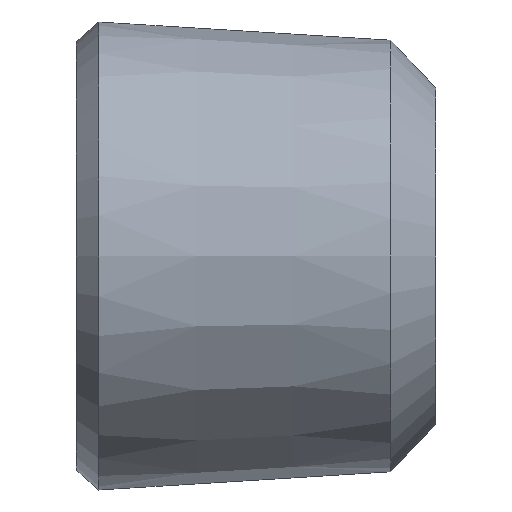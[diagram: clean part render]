
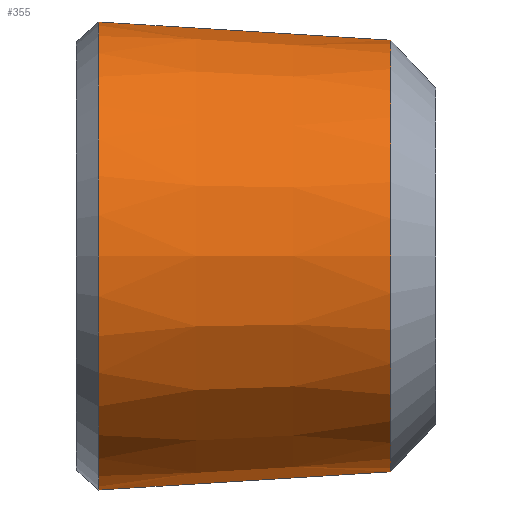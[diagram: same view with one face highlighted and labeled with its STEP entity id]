
A CAD part, front view. The second image highlights one B-rep face of the part: STEP entity #355.
In plain terms, the highlighted conical face has half-angle 3.576 degrees and reference radius 4.805 mm.
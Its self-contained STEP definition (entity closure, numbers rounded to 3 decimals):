
#4 = EDGE_CURVE ( 'NONE', #228, #62, #300, .T. ) ;
#32 = ORIENTED_EDGE ( 'NONE', *, *, #251, .T. ) ;
#56 = DIRECTION ( 'NONE',  ( 1., 0., 0. ) ) ;
#62 = VERTEX_POINT ( 'NONE', #362 ) ;
#74 = VECTOR ( 'NONE', #235, 1000. ) ;
#108 = CIRCLE ( 'NONE', #589, 4.805 ) ;
#115 = DIRECTION ( 'NONE',  ( -1., 0., 0. ) ) ;
#143 = AXIS2_PLACEMENT_3D ( 'NONE', #297, #115, #577 ) ;
#228 = VERTEX_POINT ( 'NONE', #442 ) ;
#235 = DIRECTION ( 'NONE',  ( -0.998, 0., 0.062 ) ) ;
#237 = AXIS2_PLACEMENT_3D ( 'NONE', #295, #56, #685 ) ;
#251 = EDGE_CURVE ( 'NONE', #388, #671, #108, .T. ) ;
#270 = CONICAL_SURFACE ( 'NONE', #143, 4.805, 0.062 ) ;
#273 = ORIENTED_EDGE ( 'NONE', *, *, #504, .F. ) ;
#295 = CARTESIAN_POINT ( 'NONE',  ( 265.848, 113.486, 0. ) ) ;
#297 = CARTESIAN_POINT ( 'NONE',  ( 272.351, 113.486, 0. ) ) ;
#300 = CIRCLE ( 'NONE', #237, 5.212 ) ;
#306 = DIRECTION ( 'NONE',  ( -0.998, 0., -0.062 ) ) ;
#310 = EDGE_LOOP ( 'NONE', ( #273, #32, #503, #434 ) ) ;
#355 = ADVANCED_FACE ( 'NONE', ( #411 ), #270, .T. ) ;
#362 = CARTESIAN_POINT ( 'NONE',  ( 265.848, 113.486, -5.212 ) ) ;
#388 = VERTEX_POINT ( 'NONE', #453 ) ;
#411 = FACE_OUTER_BOUND ( 'NONE', #310, .T. ) ;
#414 = EDGE_CURVE ( 'NONE', #671, #228, #583, .T. ) ;
#434 = ORIENTED_EDGE ( 'NONE', *, *, #4, .T. ) ;
#442 = CARTESIAN_POINT ( 'NONE',  ( 265.848, 113.486, 5.212 ) ) ;
#453 = CARTESIAN_POINT ( 'NONE',  ( 272.351, 113.486, -4.805 ) ) ;
#457 = CARTESIAN_POINT ( 'NONE',  ( 272.351, 113.486, 4.805 ) ) ;
#502 = DIRECTION ( 'NONE',  ( -1., 0., 0. ) ) ;
#503 = ORIENTED_EDGE ( 'NONE', *, *, #414, .T. ) ;
#504 = EDGE_CURVE ( 'NONE', #388, #62, #572, .T. ) ;
#505 = CARTESIAN_POINT ( 'NONE',  ( 272.351, 113.486, 0. ) ) ;
#510 = DIRECTION ( 'NONE',  ( 0., 0., 1. ) ) ;
#536 = CARTESIAN_POINT ( 'NONE',  ( 272.351, 113.486, -4.805 ) ) ;
#572 = LINE ( 'NONE', #536, #622 ) ;
#577 = DIRECTION ( 'NONE',  ( 0., 0., 1. ) ) ;
#583 = LINE ( 'NONE', #457, #74 ) ;
#589 = AXIS2_PLACEMENT_3D ( 'NONE', #505, #502, #510 ) ;
#604 = CARTESIAN_POINT ( 'NONE',  ( 272.351, 113.486, 4.805 ) ) ;
#622 = VECTOR ( 'NONE', #306, 1000. ) ;
#671 = VERTEX_POINT ( 'NONE', #604 ) ;
#685 = DIRECTION ( 'NONE',  ( 0., 0., -1. ) ) ;
